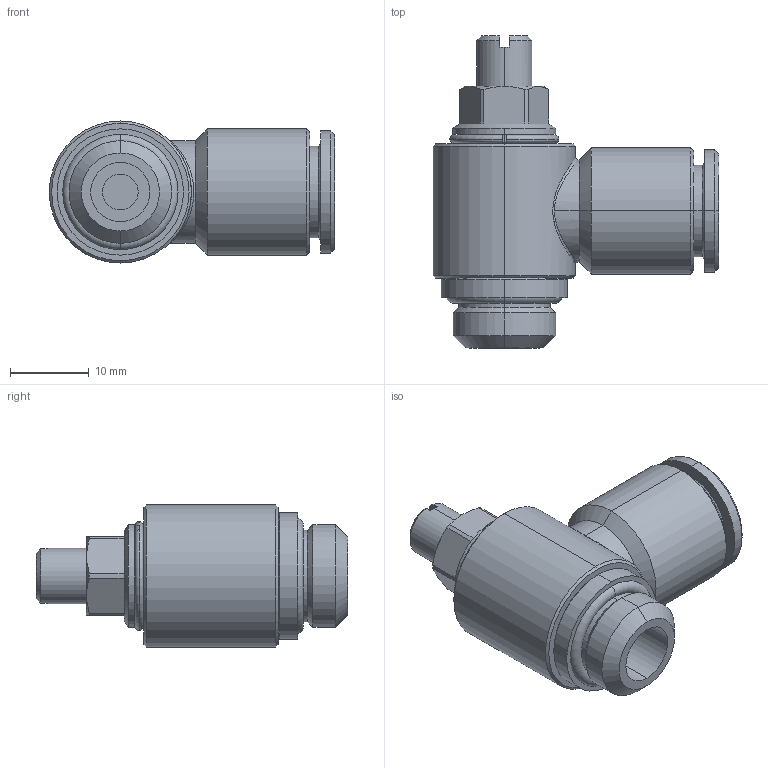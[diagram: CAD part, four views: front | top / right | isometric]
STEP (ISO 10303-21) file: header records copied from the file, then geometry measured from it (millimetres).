
FILE_DESCRIPTION (( 'STEP AP203' ), '1' );
FILE_NAME ('04280V52.STEP', '2010-05-06T08:47:11', ( '' ), ( 'sopra-pneumatic' ), 'SwSTEP 2.0', 'SolidWorks 2009', '' );
FILE_SCHEMA (( 'CONFIG_CONTROL_DESIGN' ));
Length unit declared in the file: millimetre
Products named in the file (1): 04280V52
Bounding box: 36.15 x 39.51 x 18 mm (x, y, z)
Volume: 8268.8 mm3; surface area: 4361.4 mm2
Topology: 2 solids, 4 shells, 110 faces, 227 edges, 138 vertices
Faces by surface type: cylinder 43, plane 35, cone 26, torus 4, bspline 2
Entity records: 4155 total; most frequent: CARTESIAN_POINT 1708, DIRECTION 537, ORIENTED_EDGE 454, EDGE_CURVE 227, AXIS2_PLACEMENT_3D 226, VERTEX_POINT 138, EDGE_LOOP 123, CIRCLE 117
